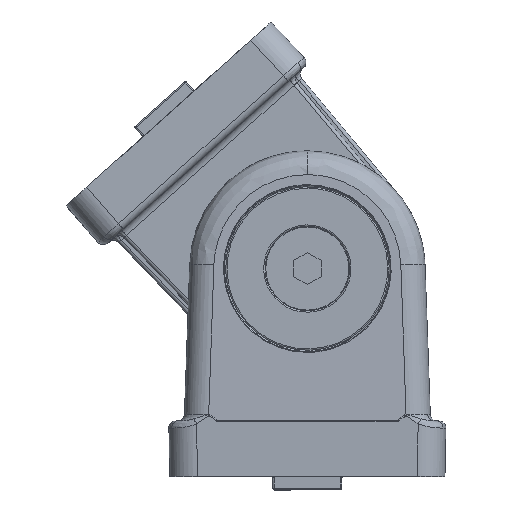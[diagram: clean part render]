
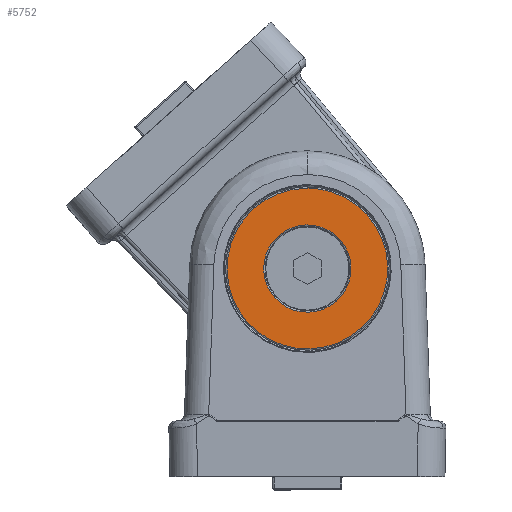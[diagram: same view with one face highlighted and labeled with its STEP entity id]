
A CAD part, top view. The second image highlights one B-rep face of the part: STEP entity #5752.
In plain terms, the highlighted face is planar.
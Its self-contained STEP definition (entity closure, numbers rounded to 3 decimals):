
#24 = DIRECTION ( 'NONE',  ( 0., 1., 0. ) ) ;
#76 = AXIS2_PLACEMENT_3D ( 'NONE', #14495, #1849, #3609 ) ;
#736 = DIRECTION ( 'NONE',  ( 0., 0., -1. ) ) ;
#1158 = AXIS2_PLACEMENT_3D ( 'NONE', #20488, #20565, #736 ) ;
#1500 = CARTESIAN_POINT ( 'NONE',  ( 0., -0.8, 6.3 ) ) ;
#1522 = DIRECTION ( 'NONE',  ( 0., -1., 0. ) ) ;
#1849 = DIRECTION ( 'NONE',  ( 0., -1., 0. ) ) ;
#2519 = EDGE_CURVE ( 'NONE', #10764, #8602, #11937, .T. ) ;
#3609 = DIRECTION ( 'NONE',  ( 0., 0., -1. ) ) ;
#3703 = ORIENTED_EDGE ( 'NONE', *, *, #9973, .T. ) ;
#4316 = PLANE ( 'NONE',  #22254 ) ;
#5201 = ORIENTED_EDGE ( 'NONE', *, *, #2519, .T. ) ;
#5379 = EDGE_LOOP ( 'NONE', ( #9604, #5201 ) ) ;
#5752 = ADVANCED_FACE ( 'NONE', ( #9629, #11608 ), #4316, .T. ) ;
#6397 = CARTESIAN_POINT ( 'NONE',  ( 0., -0.8, -6.3 ) ) ;
#6643 = CIRCLE ( 'NONE', #9746, 11.6 ) ;
#7698 = CIRCLE ( 'NONE', #14795, 6.3 ) ;
#8461 = CIRCLE ( 'NONE', #76, 11.6 ) ;
#8602 = VERTEX_POINT ( 'NONE', #6397 ) ;
#9084 = CARTESIAN_POINT ( 'NONE',  ( 0., -0.8, 0. ) ) ;
#9604 = ORIENTED_EDGE ( 'NONE', *, *, #15177, .T. ) ;
#9629 = FACE_OUTER_BOUND ( 'NONE', #19961, .T. ) ;
#9746 = AXIS2_PLACEMENT_3D ( 'NONE', #21363, #1522, #23374 ) ;
#9973 = EDGE_CURVE ( 'NONE', #21310, #14058, #6643, .T. ) ;
#10764 = VERTEX_POINT ( 'NONE', #1500 ) ;
#11529 = CARTESIAN_POINT ( 'NONE',  ( 0., -0.8, 0. ) ) ;
#11608 = FACE_BOUND ( 'NONE', #5379, .T. ) ;
#11937 = CIRCLE ( 'NONE', #1158, 6.3 ) ;
#14058 = VERTEX_POINT ( 'NONE', #18645 ) ;
#14495 = CARTESIAN_POINT ( 'NONE',  ( 0., -0.8, 0. ) ) ;
#14795 = AXIS2_PLACEMENT_3D ( 'NONE', #9084, #24, #19597 ) ;
#15177 = EDGE_CURVE ( 'NONE', #8602, #10764, #7698, .T. ) ;
#16867 = DIRECTION ( 'NONE',  ( 0., -1., 0. ) ) ;
#18645 = CARTESIAN_POINT ( 'NONE',  ( 0., -0.8, 11.6 ) ) ;
#18662 = DIRECTION ( 'NONE',  ( 0., 0., -1. ) ) ;
#19597 = DIRECTION ( 'NONE',  ( 0., 0., -1. ) ) ;
#19961 = EDGE_LOOP ( 'NONE', ( #3703, #22929 ) ) ;
#20488 = CARTESIAN_POINT ( 'NONE',  ( 0., -0.8, 0. ) ) ;
#20565 = DIRECTION ( 'NONE',  ( 0., 1., 0. ) ) ;
#21310 = VERTEX_POINT ( 'NONE', #21791 ) ;
#21363 = CARTESIAN_POINT ( 'NONE',  ( 0., -0.8, 0. ) ) ;
#21791 = CARTESIAN_POINT ( 'NONE',  ( 0., -0.8, -11.6 ) ) ;
#21971 = EDGE_CURVE ( 'NONE', #14058, #21310, #8461, .T. ) ;
#22254 = AXIS2_PLACEMENT_3D ( 'NONE', #11529, #16867, #18662 ) ;
#22929 = ORIENTED_EDGE ( 'NONE', *, *, #21971, .T. ) ;
#23374 = DIRECTION ( 'NONE',  ( 0., 0., -1. ) ) ;
